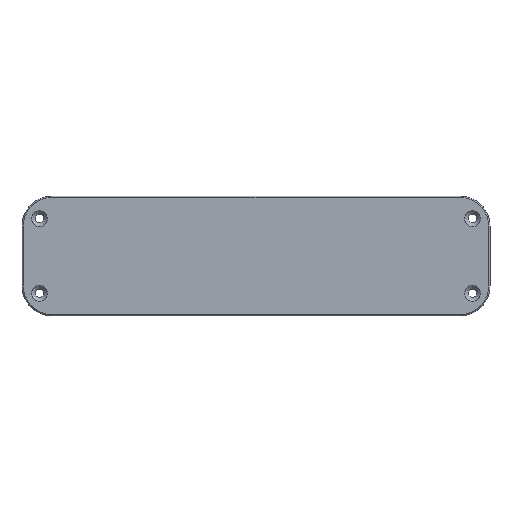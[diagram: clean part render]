
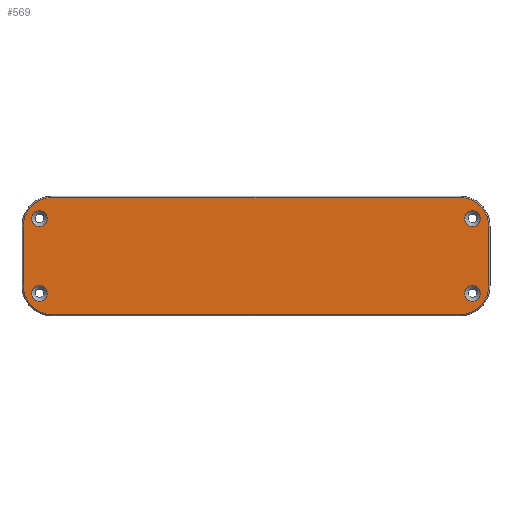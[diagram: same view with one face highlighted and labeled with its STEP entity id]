
A CAD part, top view. The second image highlights one B-rep face of the part: STEP entity #569.
In plain terms, the highlighted planar face has unit normal (0, 0, 1).
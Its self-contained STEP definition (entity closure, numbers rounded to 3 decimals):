
#15=FACE_BOUND('',#126,.T.);
#16=FACE_BOUND('',#127,.T.);
#17=FACE_BOUND('',#128,.T.);
#18=FACE_BOUND('',#129,.T.);
#32=CIRCLE('',#607,11.5);
#34=CIRCLE('',#611,11.5);
#36=CIRCLE('',#615,11.5);
#38=CIRCLE('',#619,11.5);
#42=CIRCLE('',#627,3.15);
#43=CIRCLE('',#628,3.15);
#44=CIRCLE('',#629,3.15);
#45=CIRCLE('',#630,3.15);
#91=FACE_OUTER_BOUND('',#125,.T.);
#125=EDGE_LOOP('',(#453,#454,#455,#456,#457,#458,#459,#460));
#126=EDGE_LOOP('',(#461));
#127=EDGE_LOOP('',(#462));
#128=EDGE_LOOP('',(#463));
#129=EDGE_LOOP('',(#464));
#166=LINE('',#987,#216);
#170=LINE('',#999,#220);
#174=LINE('',#1011,#224);
#178=LINE('',#1023,#228);
#216=VECTOR('',#690,10.);
#220=VECTOR('',#702,10.);
#224=VECTOR('',#714,10.);
#228=VECTOR('',#726,10.);
#264=VERTEX_POINT('',#984);
#265=VERTEX_POINT('',#986);
#267=VERTEX_POINT('',#991);
#269=VERTEX_POINT('',#997);
#271=VERTEX_POINT('',#1003);
#273=VERTEX_POINT('',#1009);
#275=VERTEX_POINT('',#1015);
#277=VERTEX_POINT('',#1021);
#281=VERTEX_POINT('',#1041);
#282=VERTEX_POINT('',#1043);
#283=VERTEX_POINT('',#1045);
#284=VERTEX_POINT('',#1047);
#319=EDGE_CURVE('',#264,#265,#166,.T.);
#322=EDGE_CURVE('',#267,#264,#32,.T.);
#325=EDGE_CURVE('',#269,#267,#170,.T.);
#328=EDGE_CURVE('',#271,#269,#34,.T.);
#331=EDGE_CURVE('',#273,#271,#174,.T.);
#334=EDGE_CURVE('',#275,#273,#36,.T.);
#337=EDGE_CURVE('',#277,#275,#178,.T.);
#339=EDGE_CURVE('',#265,#277,#38,.T.);
#347=EDGE_CURVE('',#281,#281,#42,.T.);
#348=EDGE_CURVE('',#282,#282,#43,.T.);
#349=EDGE_CURVE('',#283,#283,#44,.T.);
#350=EDGE_CURVE('',#284,#284,#45,.T.);
#453=ORIENTED_EDGE('',*,*,#319,.F.);
#454=ORIENTED_EDGE('',*,*,#322,.F.);
#455=ORIENTED_EDGE('',*,*,#325,.F.);
#456=ORIENTED_EDGE('',*,*,#328,.F.);
#457=ORIENTED_EDGE('',*,*,#331,.F.);
#458=ORIENTED_EDGE('',*,*,#334,.F.);
#459=ORIENTED_EDGE('',*,*,#337,.F.);
#460=ORIENTED_EDGE('',*,*,#339,.F.);
#461=ORIENTED_EDGE('',*,*,#347,.T.);
#462=ORIENTED_EDGE('',*,*,#348,.T.);
#463=ORIENTED_EDGE('',*,*,#349,.T.);
#464=ORIENTED_EDGE('',*,*,#350,.T.);
#546=PLANE('',#626);
#569=ADVANCED_FACE('',(#91,#15,#16,#17,#18),#546,.T.);
#607=AXIS2_PLACEMENT_3D('',#993,#695,#696);
#611=AXIS2_PLACEMENT_3D('',#1005,#707,#708);
#615=AXIS2_PLACEMENT_3D('',#1017,#719,#720);
#619=AXIS2_PLACEMENT_3D('',#1026,#730,#731);
#626=AXIS2_PLACEMENT_3D('',#1040,#748,#749);
#627=AXIS2_PLACEMENT_3D('',#1042,#750,#751);
#628=AXIS2_PLACEMENT_3D('',#1044,#752,#753);
#629=AXIS2_PLACEMENT_3D('',#1046,#754,#755);
#630=AXIS2_PLACEMENT_3D('',#1048,#756,#757);
#690=DIRECTION('',(1.,0.,0.));
#695=DIRECTION('center_axis',(0.,0.,-1.));
#696=DIRECTION('ref_axis',(0.,1.,0.));
#702=DIRECTION('',(0.,1.,0.));
#707=DIRECTION('center_axis',(0.,0.,-1.));
#708=DIRECTION('ref_axis',(-1.,0.,0.));
#714=DIRECTION('',(-1.,0.,0.));
#719=DIRECTION('center_axis',(0.,0.,-1.));
#720=DIRECTION('ref_axis',(0.,-1.,0.));
#726=DIRECTION('',(0.,-1.,0.));
#730=DIRECTION('center_axis',(0.,0.,-1.));
#731=DIRECTION('ref_axis',(1.,0.,0.));
#748=DIRECTION('center_axis',(0.,0.,1.));
#749=DIRECTION('ref_axis',(-1.,0.,0.));
#750=DIRECTION('center_axis',(0.,0.,-1.));
#751=DIRECTION('ref_axis',(1.,0.,0.));
#752=DIRECTION('center_axis',(0.,0.,-1.));
#753=DIRECTION('ref_axis',(1.,0.,0.));
#754=DIRECTION('center_axis',(0.,0.,-1.));
#755=DIRECTION('ref_axis',(1.,0.,0.));
#756=DIRECTION('center_axis',(0.,0.,-1.));
#757=DIRECTION('ref_axis',(1.,0.,0.));
#984=CARTESIAN_POINT('',(-196.302,-25.867,-5.4));
#986=CARTESIAN_POINT('',(-32.302,-25.867,-5.4));
#987=CARTESIAN_POINT('',(-73.302,-25.867,-5.4));
#991=CARTESIAN_POINT('',(-207.802,-37.367,-5.4));
#993=CARTESIAN_POINT('Origin',(-196.302,-37.367,-5.4));
#997=CARTESIAN_POINT('',(-207.802,-61.367,-5.4));
#999=CARTESIAN_POINT('',(-207.802,-45.516,-5.4));
#1003=CARTESIAN_POINT('',(-196.302,-72.867,-5.4));
#1005=CARTESIAN_POINT('Origin',(-196.302,-61.367,-5.4));
#1009=CARTESIAN_POINT('',(-32.302,-72.867,-5.4));
#1011=CARTESIAN_POINT('',(-155.302,-72.867,-5.4));
#1015=CARTESIAN_POINT('',(-20.802,-61.367,-5.4));
#1017=CARTESIAN_POINT('Origin',(-32.302,-61.367,-5.4));
#1021=CARTESIAN_POINT('',(-20.802,-37.367,-5.4));
#1023=CARTESIAN_POINT('',(-20.802,-57.516,-5.4));
#1026=CARTESIAN_POINT('Origin',(-32.302,-37.367,-5.4));
#1040=CARTESIAN_POINT('Origin',(-114.302,-53.666,-5.4));
#1041=CARTESIAN_POINT('',(-204.452,-64.367,-5.4));
#1042=CARTESIAN_POINT('Origin',(-201.302,-64.367,-5.4));
#1043=CARTESIAN_POINT('',(-204.452,-34.367,-5.4));
#1044=CARTESIAN_POINT('Origin',(-201.302,-34.367,-5.4));
#1045=CARTESIAN_POINT('',(-30.452,-64.367,-5.4));
#1046=CARTESIAN_POINT('Origin',(-27.302,-64.367,-5.4));
#1047=CARTESIAN_POINT('',(-30.452,-34.367,-5.4));
#1048=CARTESIAN_POINT('Origin',(-27.302,-34.367,-5.4));
